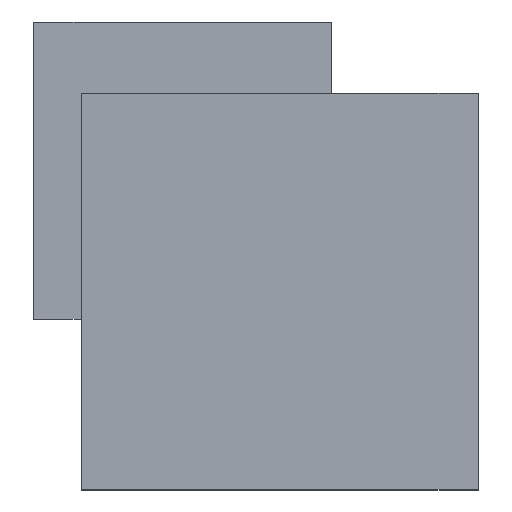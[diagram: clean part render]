
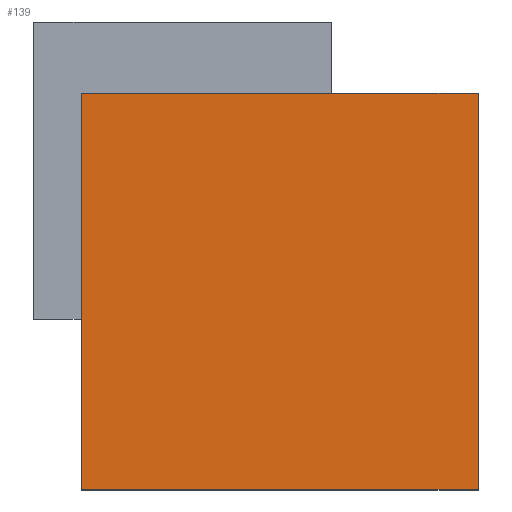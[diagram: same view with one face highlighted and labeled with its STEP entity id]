
A CAD part, top view. The second image highlights one B-rep face of the part: STEP entity #139.
In plain terms, the highlighted planar face has unit normal (0, 0, 1).
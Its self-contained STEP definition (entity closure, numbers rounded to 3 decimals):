
#30=FACE_OUTER_BOUND('',#37,.T.);
#37=EDGE_LOOP('',(#116,#117,#118,#119));
#42=LINE('',#227,#58);
#45=LINE('',#233,#61);
#48=LINE('',#239,#64);
#51=LINE('',#243,#67);
#58=VECTOR('',#186,10.);
#61=VECTOR('',#191,10.);
#64=VECTOR('',#196,10.);
#67=VECTOR('',#201,10.);
#74=VERTEX_POINT('',#224);
#75=VERTEX_POINT('',#226);
#77=VERTEX_POINT('',#232);
#79=VERTEX_POINT('',#238);
#86=EDGE_CURVE('',#75,#74,#42,.T.);
#89=EDGE_CURVE('',#77,#75,#45,.T.);
#92=EDGE_CURVE('',#79,#77,#48,.T.);
#95=EDGE_CURVE('',#74,#79,#51,.T.);
#116=ORIENTED_EDGE('',*,*,#95,.T.);
#117=ORIENTED_EDGE('',*,*,#92,.T.);
#118=ORIENTED_EDGE('',*,*,#89,.T.);
#119=ORIENTED_EDGE('',*,*,#86,.T.);
#132=PLANE('',#172);
#139=ADVANCED_FACE('',(#30),#132,.T.);
#172=AXIS2_PLACEMENT_3D('',#244,#202,#203);
#186=DIRECTION('',(-1.,0.,0.));
#191=DIRECTION('',(0.,1.,0.));
#196=DIRECTION('',(1.,0.,0.));
#201=DIRECTION('',(0.,-1.,0.));
#202=DIRECTION('center_axis',(0.,0.,1.));
#203=DIRECTION('ref_axis',(1.,0.,0.));
#224=CARTESIAN_POINT('',(0.,50.,15.));
#226=CARTESIAN_POINT('',(50.,50.,15.));
#227=CARTESIAN_POINT('',(50.,50.,15.));
#232=CARTESIAN_POINT('',(50.,0.,15.));
#233=CARTESIAN_POINT('',(50.,0.,15.));
#238=CARTESIAN_POINT('',(0.,0.,15.));
#239=CARTESIAN_POINT('',(0.,0.,15.));
#243=CARTESIAN_POINT('',(0.,50.,15.));
#244=CARTESIAN_POINT('Origin',(25.,25.,15.));
